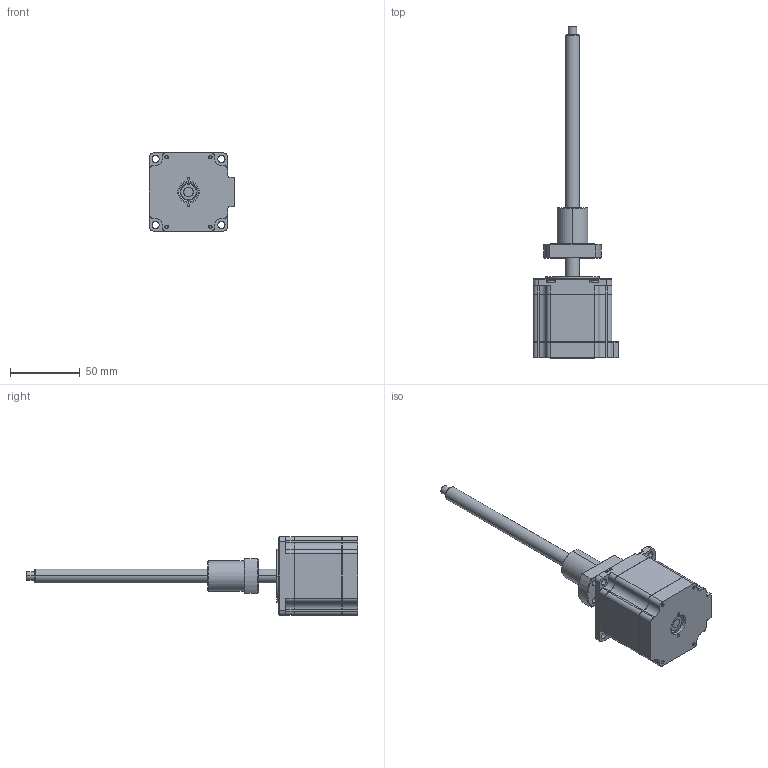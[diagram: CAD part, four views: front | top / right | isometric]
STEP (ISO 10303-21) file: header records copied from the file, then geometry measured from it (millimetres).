
FILE_DESCRIPTION (( 'STEP AP214' ), '1' );
FILE_NAME ('BE238S-B1010-175-FF1-S-220.STEP', '2023-12-05T03:42:08', ( '' ), ( '' ), 'SwSTEP 2.0', 'SolidWorks 2018', '' );
FILE_SCHEMA (( 'AUTOMOTIVE_DESIGN' ));
Length unit declared in the file: millimetre
Products named in the file (1): BE238S-B1010-175-FF1-S-220
Bounding box: 61.2 x 237.5 x 56.2 mm (x, y, z)
Volume: 168601 mm3; surface area: 57611.7 mm2
Topology: 7 solids, 9 shells, 911 faces, 2336 edges, 1498 vertices
Faces by surface type: cylinder 395, plane 356, cone 118, torus 22, bspline 12, sphere 8
Entity records: 53184 total; most frequent: CARTESIAN_POINT 21610, ORIENTED_EDGE 4672, DIRECTION 4321, EDGE_CURVE 2336, AXIS2_PLACEMENT_3D 1561, VERTEX_POINT 1498, VECTOR 1199, LINE 1199
